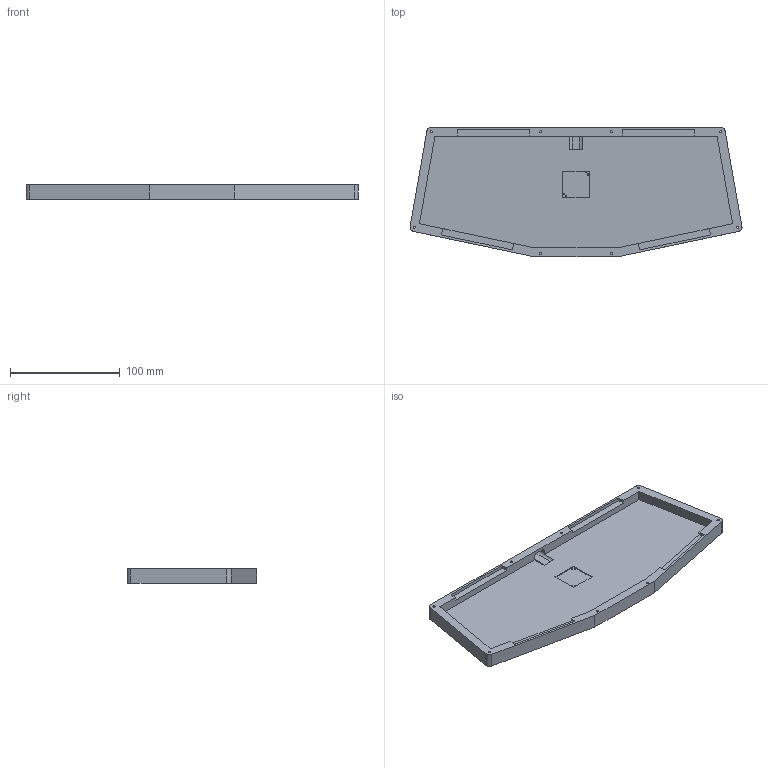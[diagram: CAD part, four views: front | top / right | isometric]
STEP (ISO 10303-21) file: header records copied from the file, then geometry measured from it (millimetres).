
FILE_DESCRIPTION(/* description */ (''),/* implementation_level */ '2;1');
FILE_NAME(/* name */ 'bottom-case.stp',/* time_stamp */ '2022-10-27T19:25:26-07:00',/* author */ ('hainguyen'),/* organization */ (''),/* preprocessor_version */ 'ST-DEVELOPER v19',/* originating_system */ 'Autodesk Inventor 2023',/* authorisation */ '');
FILE_SCHEMA (('AUTOMOTIVE_DESIGN { 1 0 10303 214 3 1 1 }'));
Length unit declared in the file: millimetre
Products named in the file (1): bottom-case
Bounding box: 302.64 x 117.89 x 13 mm (x, y, z)
Volume: 172191.6 mm3; surface area: 80812.1 mm2
Topology: 1 solids, 1 shells, 93 faces, 234 edges, 157 vertices
Faces by surface type: plane 53, cylinder 40
Full cylindrical faces by diameter (mm): 1 x4, 2 x8, 4 x8
Entity records: 2900 total; most frequent: DIRECTION 504, CARTESIAN_POINT 485, ORIENTED_EDGE 468, EDGE_CURVE 234, AXIS2_PLACEMENT_3D 176, VERTEX_POINT 156, LINE 152, VECTOR 152
